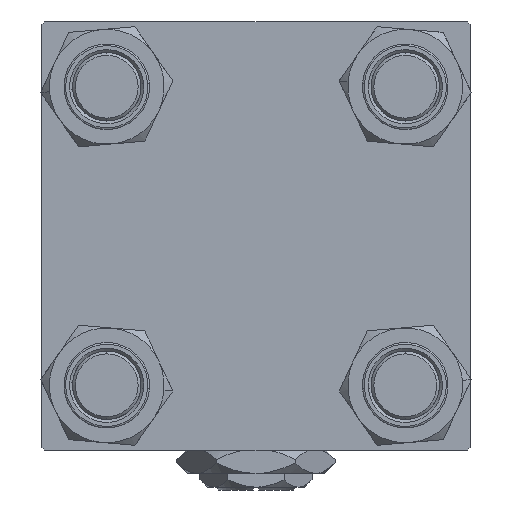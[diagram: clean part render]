
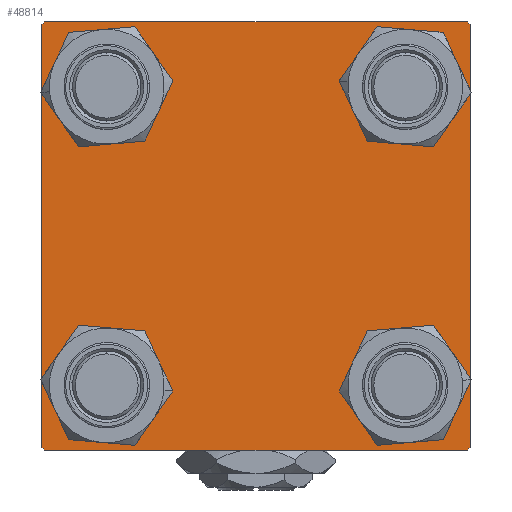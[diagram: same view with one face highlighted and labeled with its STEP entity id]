
A CAD part, left-side view. The second image highlights one B-rep face of the part: STEP entity #48814.
In plain terms, the highlighted planar face has unit normal (-1, 0, 0).
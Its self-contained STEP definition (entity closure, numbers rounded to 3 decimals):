
#1143 = VERTEX_POINT ( 'NONE', #2072 ) ;
#1761 = ORIENTED_EDGE ( 'NONE', *, *, #37744, .T. ) ;
#2072 = CARTESIAN_POINT ( 'NONE',  ( 0., -37.5, 37. ) ) ;
#2703 = VERTEX_POINT ( 'NONE', #35516 ) ;
#2811 = CARTESIAN_POINT ( 'NONE',  ( 0., 26.15, -19.65 ) ) ;
#2843 = EDGE_CURVE ( 'NONE', #36916, #6368, #58390, .T. ) ;
#3661 = ORIENTED_EDGE ( 'NONE', *, *, #38982, .T. ) ;
#3801 = CARTESIAN_POINT ( 'NONE',  ( 0., -37., -37.5 ) ) ;
#4080 = AXIS2_PLACEMENT_3D ( 'NONE', #43586, #15677, #38844 ) ;
#5264 = CARTESIAN_POINT ( 'NONE',  ( 0., 0., 0. ) ) ;
#5802 = CARTESIAN_POINT ( 'NONE',  ( 0., 37., 37.5 ) ) ;
#6368 = VERTEX_POINT ( 'NONE', #28076 ) ;
#6426 = LINE ( 'NONE', #20078, #6985 ) ;
#6751 = CARTESIAN_POINT ( 'NONE',  ( 0., -26.15, 26.15 ) ) ;
#6958 = VECTOR ( 'NONE', #23550, 1000. ) ;
#6985 = VECTOR ( 'NONE', #11161, 1000. ) ;
#7039 = DIRECTION ( 'NONE',  ( 0., 0., 1. ) ) ;
#7595 = DIRECTION ( 'NONE',  ( 0., 0., 1. ) ) ;
#7999 = VERTEX_POINT ( 'NONE', #18634 ) ;
#8671 = VERTEX_POINT ( 'NONE', #14560 ) ;
#9201 = VERTEX_POINT ( 'NONE', #3801 ) ;
#9360 = CARTESIAN_POINT ( 'NONE',  ( 0., 26.15, 26.15 ) ) ;
#9582 = ORIENTED_EDGE ( 'NONE', *, *, #57672, .T. ) ;
#9699 = VERTEX_POINT ( 'NONE', #5802 ) ;
#9710 = FACE_BOUND ( 'NONE', #34358, .T. ) ;
#10168 = CIRCLE ( 'NONE', #43359, 6.5 ) ;
#10322 = ORIENTED_EDGE ( 'NONE', *, *, #48168, .T. ) ;
#10695 = VERTEX_POINT ( 'NONE', #2811 ) ;
#11093 = VECTOR ( 'NONE', #43961, 1000. ) ;
#11161 = DIRECTION ( 'NONE',  ( 0., 0.707, -0.707 ) ) ;
#11214 = CARTESIAN_POINT ( 'NONE',  ( 0., 26.15, -26.15 ) ) ;
#11511 = CIRCLE ( 'NONE', #22899, 6.5 ) ;
#11694 = EDGE_CURVE ( 'NONE', #8671, #36916, #30481, .T. ) ;
#13621 = VECTOR ( 'NONE', #46308, 1000. ) ;
#14065 = DIRECTION ( 'NONE',  ( 1., 0., 0. ) ) ;
#14156 = AXIS2_PLACEMENT_3D ( 'NONE', #9360, #23014, #50332 ) ;
#14180 = ORIENTED_EDGE ( 'NONE', *, *, #26603, .T. ) ;
#14392 = VECTOR ( 'NONE', #55009, 1000. ) ;
#14560 = CARTESIAN_POINT ( 'NONE',  ( 0., 37.5, 37. ) ) ;
#14840 = EDGE_CURVE ( 'NONE', #9699, #7999, #35327, .T. ) ;
#15284 = CARTESIAN_POINT ( 'NONE',  ( 0., -37.25, 37.25 ) ) ;
#15677 = DIRECTION ( 'NONE',  ( 1., 0., 0. ) ) ;
#15858 = DIRECTION ( 'NONE',  ( 0., 0.707, 0.707 ) ) ;
#16680 = VERTEX_POINT ( 'NONE', #36907 ) ;
#16687 = VECTOR ( 'NONE', #48311, 1000. ) ;
#17395 = DIRECTION ( 'NONE',  ( 0., -1., 0. ) ) ;
#17514 = ORIENTED_EDGE ( 'NONE', *, *, #21445, .T. ) ;
#17664 = CIRCLE ( 'NONE', #25234, 6.5 ) ;
#18374 = AXIS2_PLACEMENT_3D ( 'NONE', #5264, #33161, #23358 ) ;
#18634 = CARTESIAN_POINT ( 'NONE',  ( 0., -37., 37.5 ) ) ;
#18862 = CIRCLE ( 'NONE', #14156, 6.5 ) ;
#19037 = EDGE_CURVE ( 'NONE', #51598, #2703, #17664, .T. ) ;
#20078 = CARTESIAN_POINT ( 'NONE',  ( 0., 37.25, 37.25 ) ) ;
#20515 = VERTEX_POINT ( 'NONE', #45164 ) ;
#20761 = DIRECTION ( 'NONE',  ( 0., 0., 1. ) ) ;
#21037 = AXIS2_PLACEMENT_3D ( 'NONE', #21524, #21820, #7595 ) ;
#21445 = EDGE_CURVE ( 'NONE', #31605, #36745, #10168, .T. ) ;
#21524 = CARTESIAN_POINT ( 'NONE',  ( 0., -26.15, -26.15 ) ) ;
#21820 = DIRECTION ( 'NONE',  ( 1., 0., 0. ) ) ;
#21826 = EDGE_LOOP ( 'NONE', ( #1761, #22072 ) ) ;
#22072 = ORIENTED_EDGE ( 'NONE', *, *, #47179, .T. ) ;
#22297 = ORIENTED_EDGE ( 'NONE', *, *, #49220, .T. ) ;
#22632 = LINE ( 'NONE', #58293, #14392 ) ;
#22899 = AXIS2_PLACEMENT_3D ( 'NONE', #11214, #25736, #51890 ) ;
#23014 = DIRECTION ( 'NONE',  ( 1., 0., 0. ) ) ;
#23358 = DIRECTION ( 'NONE',  ( 0., 0., 1. ) ) ;
#23550 = DIRECTION ( 'NONE',  ( 0., -0.707, -0.707 ) ) ;
#23767 = AXIS2_PLACEMENT_3D ( 'NONE', #6751, #52157, #7039 ) ;
#23953 = FACE_BOUND ( 'NONE', #54903, .T. ) ;
#24343 = CARTESIAN_POINT ( 'NONE',  ( 0., 26.15, 19.65 ) ) ;
#25234 = AXIS2_PLACEMENT_3D ( 'NONE', #28299, #14065, #37528 ) ;
#25249 = DIRECTION ( 'NONE',  ( 0., 0., 1. ) ) ;
#25736 = DIRECTION ( 'NONE',  ( 1., 0., 0. ) ) ;
#26106 = CARTESIAN_POINT ( 'NONE',  ( 0., 37.5, 37.5 ) ) ;
#26582 = CARTESIAN_POINT ( 'NONE',  ( 0., 37.5, -37.5 ) ) ;
#26603 = EDGE_CURVE ( 'NONE', #20515, #31948, #35925, .T. ) ;
#27622 = ORIENTED_EDGE ( 'NONE', *, *, #56408, .T. ) ;
#28076 = CARTESIAN_POINT ( 'NONE',  ( 0., 37., -37.5 ) ) ;
#28134 = CARTESIAN_POINT ( 'NONE',  ( 0., 37.5, -37. ) ) ;
#28168 = LINE ( 'NONE', #37692, #13621 ) ;
#28299 = CARTESIAN_POINT ( 'NONE',  ( 0., -26.15, -26.15 ) ) ;
#30000 = DIRECTION ( 'NONE',  ( 1., 0., 0. ) ) ;
#30481 = LINE ( 'NONE', #44154, #16687 ) ;
#30861 = CARTESIAN_POINT ( 'NONE',  ( 0., 26.15, -32.65 ) ) ;
#31605 = VERTEX_POINT ( 'NONE', #24343 ) ;
#31948 = VERTEX_POINT ( 'NONE', #56933 ) ;
#32035 = VECTOR ( 'NONE', #17395, 1000. ) ;
#32666 = ORIENTED_EDGE ( 'NONE', *, *, #2843, .T. ) ;
#33067 = ORIENTED_EDGE ( 'NONE', *, *, #35847, .T. ) ;
#33161 = DIRECTION ( 'NONE',  ( -1., 0., 0. ) ) ;
#34131 = CARTESIAN_POINT ( 'NONE',  ( 0., 26.15, 26.15 ) ) ;
#34358 = EDGE_LOOP ( 'NONE', ( #14180, #33067 ) ) ;
#34419 = CARTESIAN_POINT ( 'NONE',  ( 0., 26.15, 32.65 ) ) ;
#35327 = LINE ( 'NONE', #26106, #11093 ) ;
#35516 = CARTESIAN_POINT ( 'NONE',  ( 0., -26.15, -32.65 ) ) ;
#35847 = EDGE_CURVE ( 'NONE', #31948, #20515, #37035, .T. ) ;
#35925 = CIRCLE ( 'NONE', #48266, 6.5 ) ;
#36261 = ORIENTED_EDGE ( 'NONE', *, *, #40020, .F. ) ;
#36745 = VERTEX_POINT ( 'NONE', #34419 ) ;
#36907 = CARTESIAN_POINT ( 'NONE',  ( 0., -37.5, -37. ) ) ;
#36916 = VERTEX_POINT ( 'NONE', #28134 ) ;
#37023 = CARTESIAN_POINT ( 'NONE',  ( 0., -26.15, -19.65 ) ) ;
#37030 = ORIENTED_EDGE ( 'NONE', *, *, #53648, .T. ) ;
#37035 = CIRCLE ( 'NONE', #23767, 6.5 ) ;
#37528 = DIRECTION ( 'NONE',  ( 0., 0., 1. ) ) ;
#37692 = CARTESIAN_POINT ( 'NONE',  ( 0., -37.25, -37.25 ) ) ;
#37744 = EDGE_CURVE ( 'NONE', #10695, #40806, #11511, .T. ) ;
#38844 = DIRECTION ( 'NONE',  ( 0., 0., 1. ) ) ;
#38982 = EDGE_CURVE ( 'NONE', #2703, #51598, #41921, .T. ) ;
#40020 = EDGE_CURVE ( 'NONE', #1143, #16680, #22632, .T. ) ;
#40405 = ORIENTED_EDGE ( 'NONE', *, *, #14840, .F. ) ;
#40806 = VERTEX_POINT ( 'NONE', #30861 ) ;
#41921 = CIRCLE ( 'NONE', #21037, 6.5 ) ;
#43088 = ORIENTED_EDGE ( 'NONE', *, *, #11694, .T. ) ;
#43359 = AXIS2_PLACEMENT_3D ( 'NONE', #34131, #56132, #20761 ) ;
#43553 = LINE ( 'NONE', #26582, #32035 ) ;
#43586 = CARTESIAN_POINT ( 'NONE',  ( 0., 26.15, -26.15 ) ) ;
#43961 = DIRECTION ( 'NONE',  ( 0., -1., 0. ) ) ;
#44154 = CARTESIAN_POINT ( 'NONE',  ( 0., 37.5, 37.5 ) ) ;
#45164 = CARTESIAN_POINT ( 'NONE',  ( 0., -26.15, 32.65 ) ) ;
#46240 = FACE_BOUND ( 'NONE', #50897, .T. ) ;
#46308 = DIRECTION ( 'NONE',  ( 0., -0.707, 0.707 ) ) ;
#47179 = EDGE_CURVE ( 'NONE', #40806, #10695, #50539, .T. ) ;
#47730 = EDGE_LOOP ( 'NONE', ( #43088, #32666, #37030, #22297, #36261, #27622, #40405, #10322 ) ) ;
#48168 = EDGE_CURVE ( 'NONE', #9699, #8671, #6426, .T. ) ;
#48266 = AXIS2_PLACEMENT_3D ( 'NONE', #52567, #30000, #25249 ) ;
#48311 = DIRECTION ( 'NONE',  ( 0., 0., -1. ) ) ;
#48814 = ADVANCED_FACE ( 'NONE', ( #9710, #23953, #55734, #46240, #55146 ), #50386, .T. ) ;
#49220 = EDGE_CURVE ( 'NONE', #9201, #16680, #28168, .T. ) ;
#50332 = DIRECTION ( 'NONE',  ( 0., 0., 1. ) ) ;
#50386 = PLANE ( 'NONE',  #18374 ) ;
#50539 = CIRCLE ( 'NONE', #4080, 6.5 ) ;
#50897 = EDGE_LOOP ( 'NONE', ( #9582, #17514 ) ) ;
#51167 = CARTESIAN_POINT ( 'NONE',  ( 0., 37.25, -37.25 ) ) ;
#51598 = VERTEX_POINT ( 'NONE', #37023 ) ;
#51740 = ORIENTED_EDGE ( 'NONE', *, *, #19037, .T. ) ;
#51890 = DIRECTION ( 'NONE',  ( 0., 0., 1. ) ) ;
#52157 = DIRECTION ( 'NONE',  ( 1., 0., 0. ) ) ;
#52567 = CARTESIAN_POINT ( 'NONE',  ( 0., -26.15, 26.15 ) ) ;
#53648 = EDGE_CURVE ( 'NONE', #6368, #9201, #43553, .T. ) ;
#54896 = VECTOR ( 'NONE', #15858, 1000. ) ;
#54903 = EDGE_LOOP ( 'NONE', ( #51740, #3661 ) ) ;
#55009 = DIRECTION ( 'NONE',  ( 0., 0., -1. ) ) ;
#55146 = FACE_OUTER_BOUND ( 'NONE', #47730, .T. ) ;
#55734 = FACE_BOUND ( 'NONE', #21826, .T. ) ;
#56132 = DIRECTION ( 'NONE',  ( 1., 0., 0. ) ) ;
#56408 = EDGE_CURVE ( 'NONE', #1143, #7999, #56840, .T. ) ;
#56840 = LINE ( 'NONE', #15284, #54896 ) ;
#56933 = CARTESIAN_POINT ( 'NONE',  ( 0., -26.15, 19.65 ) ) ;
#57672 = EDGE_CURVE ( 'NONE', #36745, #31605, #18862, .T. ) ;
#58293 = CARTESIAN_POINT ( 'NONE',  ( 0., -37.5, 37.5 ) ) ;
#58390 = LINE ( 'NONE', #51167, #6958 ) ;
